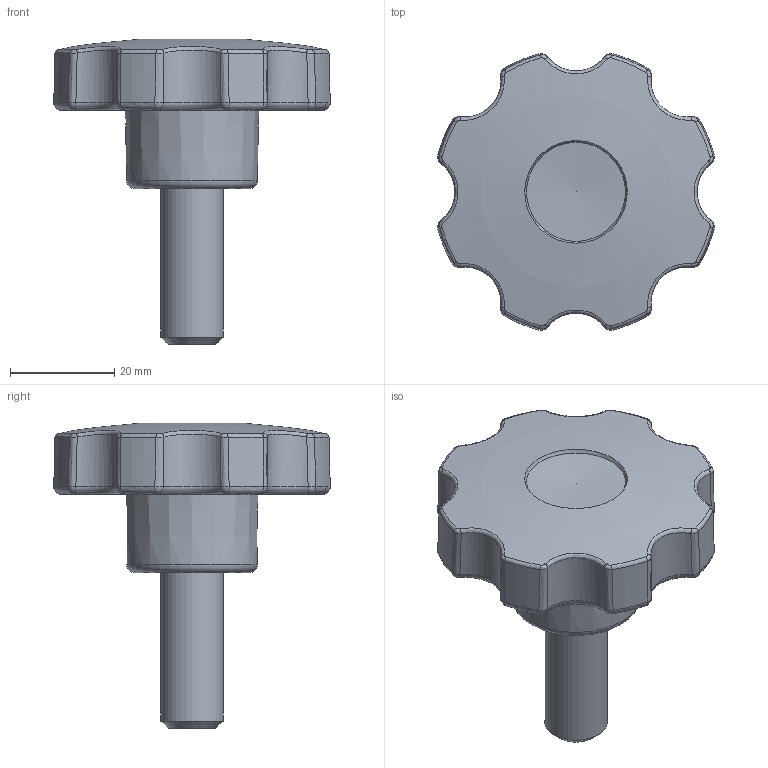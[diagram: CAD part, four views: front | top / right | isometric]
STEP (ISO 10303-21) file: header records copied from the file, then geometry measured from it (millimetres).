
FILE_DESCRIPTION( ( 'Unknown' ), '1' );
FILE_NAME( '6302190_VPA55_M12x30.stp', 'Unknown', ( 'Unknown' ), ( 'Unknown' ), 'PSStep 11.0', 'Unknown', ' ' );
FILE_SCHEMA( ( 'AUTOMOTIVE_DESIGN { 1 0 10303 214 1 1 1 1 }' ) );
Length unit declared in the file: millimetre
Products named in the file (1): 6302190
Bounding box: 53.12 x 53.12 x 58.67 mm (x, y, z)
Volume: 28902.1 mm3; surface area: 11160.4 mm2
Topology: 1 solids, 2 shells, 230 faces, 567 edges, 324 vertices
Faces by surface type: torus 71, bspline 56, plane 43, cylinder 30, sphere 18, cone 12
Full cylindrical faces by diameter (mm): 12 x1, 14 x1
Entity records: 14156 total; most frequent: CARTESIAN_POINT 7279, DIRECTION 1088, ORIENTED_EDGE 1072, EDGE_CURVE 536, AXIS2_PLACEMENT_3D 507, CIRCLE 332, VERTEX_POINT 318, EDGE_LOOP 240
